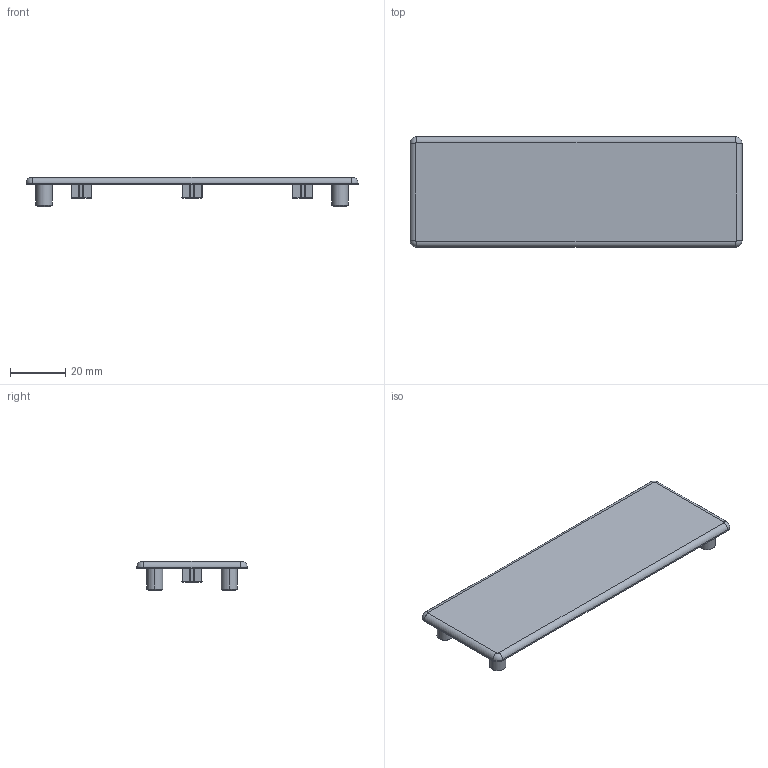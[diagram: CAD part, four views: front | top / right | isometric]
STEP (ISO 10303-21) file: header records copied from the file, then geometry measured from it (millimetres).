
FILE_DESCRIPTION (( 'STEP AP203' ), '1' );
FILE_NAME ('084.201.043.STEP', '2014-12-02T14:47:59', ( '' ), ( '' ), 'SwSTEP 2.0', 'SolidWorks 2012', '' );
FILE_SCHEMA (( 'CONFIG_CONTROL_DESIGN' ));
Length unit declared in the file: millimetre
Products named in the file (1): 084.201.043
Bounding box: 120 x 40 x 10.5 mm (x, y, z)
Volume: 12442.8 mm3; surface area: 11444 mm2
Topology: 1 solids, 1 shells, 193 faces, 458 edges, 281 vertices
Faces by surface type: cylinder 75, plane 47, torus 39, bspline 24, cone 8
Entity records: 5875 total; most frequent: CARTESIAN_POINT 1413, ORIENTED_EDGE 916, DIRECTION 912, EDGE_CURVE 458, AXIS2_PLACEMENT_3D 356, VERTEX_POINT 281, EDGE_LOOP 207, LINE 200
